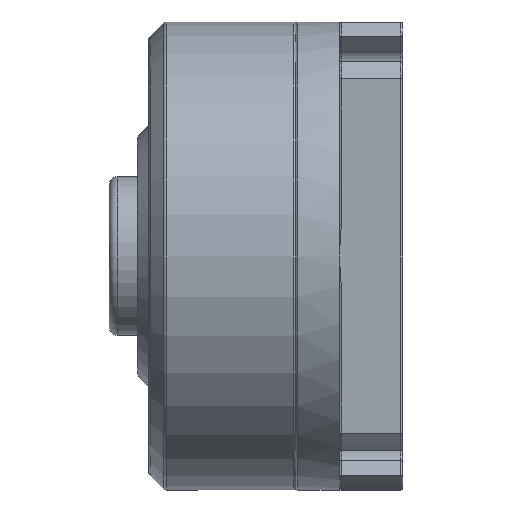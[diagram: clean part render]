
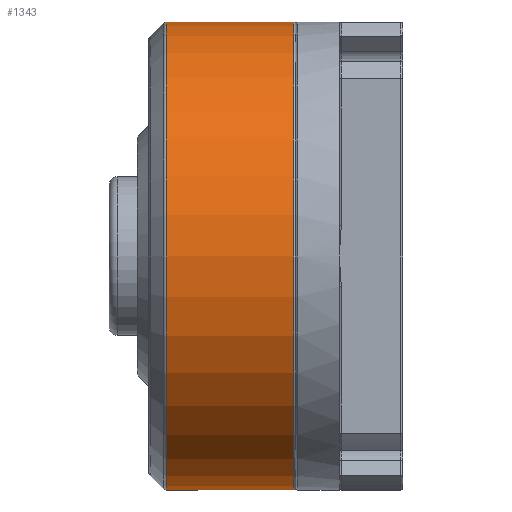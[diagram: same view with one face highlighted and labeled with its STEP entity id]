
A CAD part, left-side view. The second image highlights one B-rep face of the part: STEP entity #1343.
In plain terms, the highlighted cylindrical face has radius 59 mm (diameter 118 mm), a partial arc.
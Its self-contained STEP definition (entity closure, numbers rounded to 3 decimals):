
#212 = ORIENTED_EDGE ( 'NONE', *, *, #13609, .T. ) ;
#735 = CIRCLE ( 'NONE', #8969, 59. ) ;
#1041 = ORIENTED_EDGE ( 'NONE', *, *, #8227, .T. ) ;
#1343 = ADVANCED_FACE ( 'NONE', ( #7723 ), #7389, .T. ) ;
#1792 = VERTEX_POINT ( 'NONE', #3159 ) ;
#1832 = VERTEX_POINT ( 'NONE', #6974 ) ;
#2197 = VERTEX_POINT ( 'NONE', #8337 ) ;
#2229 = DIRECTION ( 'NONE',  ( 0., -1., 0. ) ) ;
#2323 = DIRECTION ( 'NONE',  ( 0., 0., -1. ) ) ;
#2432 = CARTESIAN_POINT ( 'NONE',  ( 0., 0., 0. ) ) ;
#2884 = VECTOR ( 'NONE', #3807, 1000. ) ;
#3159 = CARTESIAN_POINT ( 'NONE',  ( 0., 66.772, -59. ) ) ;
#3534 = AXIS2_PLACEMENT_3D ( 'NONE', #2432, #2229, #2323 ) ;
#3807 = DIRECTION ( 'NONE',  ( 0., -1., 0. ) ) ;
#4122 = CARTESIAN_POINT ( 'NONE',  ( 0., 34.686, 59. ) ) ;
#4346 = DIRECTION ( 'NONE',  ( 0., -1., 0. ) ) ;
#4834 = CARTESIAN_POINT ( 'NONE',  ( 0., 34.686, 0. ) ) ;
#4954 = DIRECTION ( 'NONE',  ( 0., -1., 0. ) ) ;
#5447 = LINE ( 'NONE', #10315, #2884 ) ;
#5934 = DIRECTION ( 'NONE',  ( 0., 0., -1. ) ) ;
#6974 = CARTESIAN_POINT ( 'NONE',  ( 0., 34.686, -59. ) ) ;
#7020 = ORIENTED_EDGE ( 'NONE', *, *, #9646, .F. ) ;
#7389 = CYLINDRICAL_SURFACE ( 'NONE', #3534, 59. ) ;
#7723 = FACE_OUTER_BOUND ( 'NONE', #8086, .T. ) ;
#8086 = EDGE_LOOP ( 'NONE', ( #11935, #212, #1041, #7020 ) ) ;
#8227 = EDGE_CURVE ( 'NONE', #1792, #1832, #9701, .T. ) ;
#8337 = CARTESIAN_POINT ( 'NONE',  ( 0., 66.772, 59. ) ) ;
#8969 = AXIS2_PLACEMENT_3D ( 'NONE', #4834, #12394, #5934 ) ;
#9265 = VERTEX_POINT ( 'NONE', #4122 ) ;
#9646 = EDGE_CURVE ( 'NONE', #9265, #1832, #735, .T. ) ;
#9701 = LINE ( 'NONE', #10850, #12209 ) ;
#10315 = CARTESIAN_POINT ( 'NONE',  ( 0., 0., 59. ) ) ;
#10850 = CARTESIAN_POINT ( 'NONE',  ( 0., 0., -59. ) ) ;
#11438 = CARTESIAN_POINT ( 'NONE',  ( 0., 66.772, 0. ) ) ;
#11710 = AXIS2_PLACEMENT_3D ( 'NONE', #11438, #4954, #12512 ) ;
#11935 = ORIENTED_EDGE ( 'NONE', *, *, #12355, .F. ) ;
#12209 = VECTOR ( 'NONE', #4346, 1000. ) ;
#12355 = EDGE_CURVE ( 'NONE', #2197, #9265, #5447, .T. ) ;
#12394 = DIRECTION ( 'NONE',  ( 0., -1., 0. ) ) ;
#12512 = DIRECTION ( 'NONE',  ( 0., 0., -1. ) ) ;
#13258 = CIRCLE ( 'NONE', #11710, 59. ) ;
#13609 = EDGE_CURVE ( 'NONE', #2197, #1792, #13258, .T. ) ;
